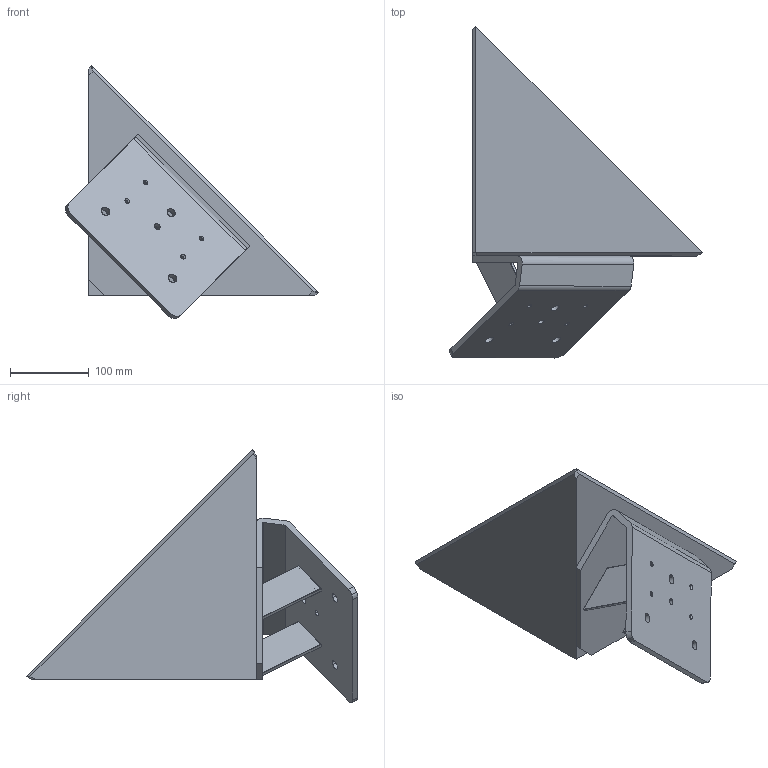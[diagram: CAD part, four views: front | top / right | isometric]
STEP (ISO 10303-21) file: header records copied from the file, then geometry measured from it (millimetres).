
FILE_DESCRIPTION (( 'STEP AP214' ), '1' );
FILE_NAME ('FMWRL1600_3D.step', '2023-10-23T16:47:53', ( '' ), ( '' ), 'SwSTEP 2.0', 'SolidWorks 2022', '' );
FILE_SCHEMA (( 'AUTOMOTIVE_DESIGN' ));
Length unit declared in the file: inch
Products named in the file (4): FMWRL1600_3D; 406.4 Ö§³Å^FMWRL1600; 406.4^FMWRL1600; 406.4 Ö§¼Ü^FMWRL1600
Assembly tree (4 placements, depth 2):
  FMWRL1600_3D
    406.4^FMWRL1600
    406.4 Ö§¼Ü^FMWRL1600
    406.4 Ö§³Å^FMWRL1600  x2
Bounding box: 320.88 x 420.45 x 320.89 mm (x, y, z)
Volume: 1042295.1 mm3; surface area: 410313.8 mm2
Topology: 4 solids, 4 shells, 131 faces, 307 edges, 180 vertices
Faces by surface type: plane 76, cylinder 39, cone 16
Entity records: 2993 total; most frequent: CARTESIAN_POINT 525, DIRECTION 489, ORIENTED_EDGE 462, EDGE_CURVE 231, AXIS2_PLACEMENT_3D 170, LINE 149, VECTOR 149, VERTEX_POINT 142
